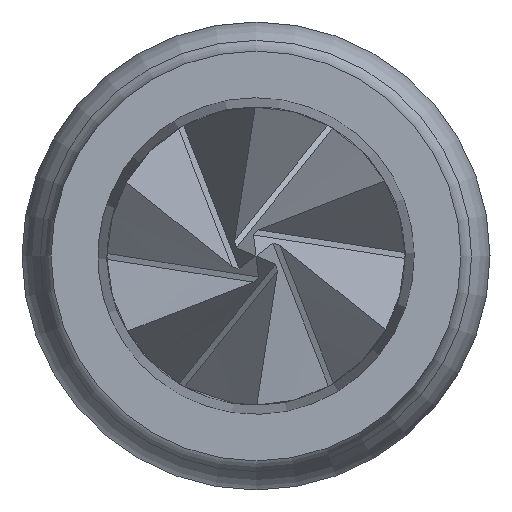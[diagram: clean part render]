
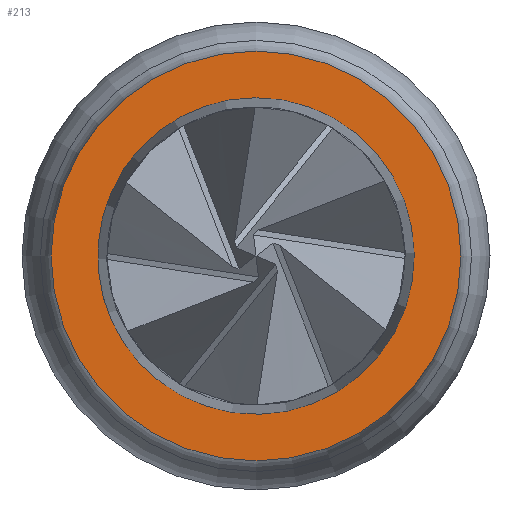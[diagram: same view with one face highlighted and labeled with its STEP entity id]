
A CAD part, left-side view. The second image highlights one B-rep face of the part: STEP entity #213.
In plain terms, the highlighted planar face has unit normal (-1, 0, 0).
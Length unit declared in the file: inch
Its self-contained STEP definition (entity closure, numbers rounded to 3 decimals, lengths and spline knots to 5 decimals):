
#187 = AXIS2_PLACEMENT_3D ( 'NONE', #1653, #692, #1088 ) ;
#195 = CIRCLE ( 'NONE', #781, 0.0176 ) ;
#213 = ADVANCED_FACE ( 'NONE', ( #1645, #1528 ), #1546, .T. ) ;
#322 = CARTESIAN_POINT ( 'NONE',  ( 0., 0., 0. ) ) ;
#370 = ORIENTED_EDGE ( 'NONE', *, *, #1540, .T. ) ;
#430 = EDGE_LOOP ( 'NONE', ( #942 ) ) ;
#692 = DIRECTION ( 'NONE',  ( -1., 0., 0. ) ) ;
#710 = EDGE_CURVE ( 'NONE', #882, #882, #195, .T. ) ;
#781 = AXIS2_PLACEMENT_3D ( 'NONE', #1320, #1311, #899 ) ;
#874 = DIRECTION ( 'NONE',  ( 0., 0., 1. ) ) ;
#882 = VERTEX_POINT ( 'NONE', #1307 ) ;
#899 = DIRECTION ( 'NONE',  ( 0., 0., -1. ) ) ;
#903 = CARTESIAN_POINT ( 'NONE',  ( 0., 0., 0.01359 ) ) ;
#942 = ORIENTED_EDGE ( 'NONE', *, *, #710, .F. ) ;
#1088 = DIRECTION ( 'NONE',  ( 0., 0., 1. ) ) ;
#1136 = AXIS2_PLACEMENT_3D ( 'NONE', #322, #1294, #874 ) ;
#1294 = DIRECTION ( 'NONE',  ( 1., 0., 0. ) ) ;
#1307 = CARTESIAN_POINT ( 'NONE',  ( 0., 0., -0.0176 ) ) ;
#1311 = DIRECTION ( 'NONE',  ( 1., 0., 0. ) ) ;
#1320 = CARTESIAN_POINT ( 'NONE',  ( 0., 0., 0. ) ) ;
#1528 = FACE_OUTER_BOUND ( 'NONE', #430, .T. ) ;
#1540 = EDGE_CURVE ( 'NONE', #1602, #1602, #1761, .T. ) ;
#1546 = PLANE ( 'NONE',  #187 ) ;
#1602 = VERTEX_POINT ( 'NONE', #903 ) ;
#1645 = FACE_BOUND ( 'NONE', #1805, .T. ) ;
#1653 = CARTESIAN_POINT ( 'NONE',  ( 0., 0.0165, 0. ) ) ;
#1761 = CIRCLE ( 'NONE', #1136, 0.01359 ) ;
#1805 = EDGE_LOOP ( 'NONE', ( #370 ) ) ;
